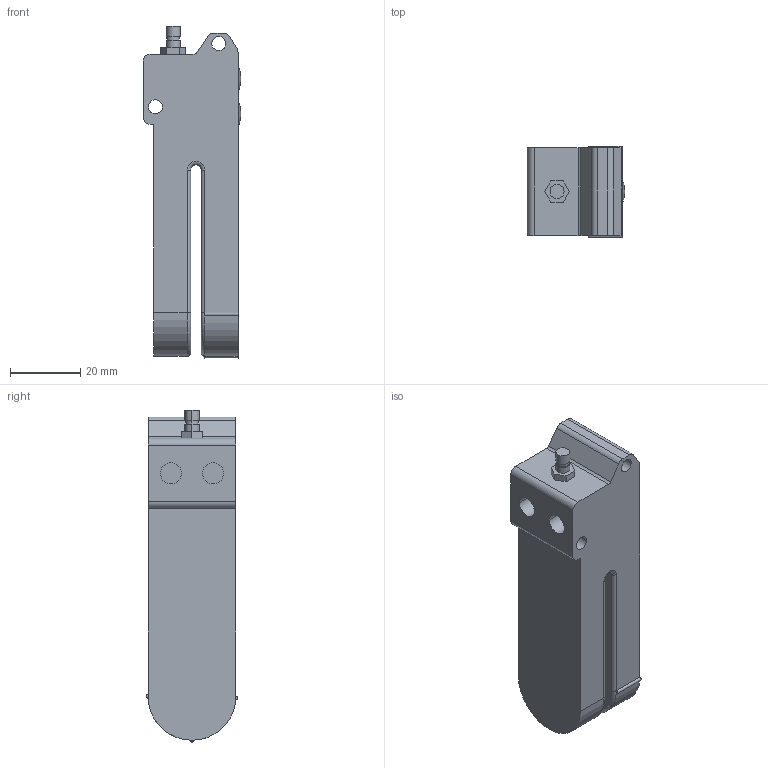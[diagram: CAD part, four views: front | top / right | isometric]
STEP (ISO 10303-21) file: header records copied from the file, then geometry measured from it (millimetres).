
FILE_DESCRIPTION((''),'2;1');
FILE_NAME('PRT0001','2012-02-07T',('dhelisch'),(''),'PRO/ENGINEER BY PARAMETRIC TECHNOLOGY CORPORATION, 2007250','PRO/ENGINEER BY PARAMETRIC TECHNOLOGY CORPORATION, 2007250','');
FILE_SCHEMA(('CONFIG_CONTROL_DESIGN'));
Length unit declared in the file: millimetre
Products named in the file (1): PRT0001
Bounding box: 27.79 x 26 x 94.5 mm (x, y, z)
Volume: 48035.4 mm3; surface area: 12848.9 mm2
Topology: 1 solids, 1 shells, 64 faces, 170 edges, 133 vertices
Faces by surface type: cylinder 31, plane 27, torus 4, sphere 2
Entity records: 2767 total; most frequent: DIRECTION 373, CARTESIAN_POINT 334, ORIENTED_EDGE 306, PRESENTATION_STYLE_ASSIGNMENT 188, STYLED_ITEM 173, CURVE_STYLE 171, EDGE_CURVE 153, AXIS2_PLACEMENT_3D 138
